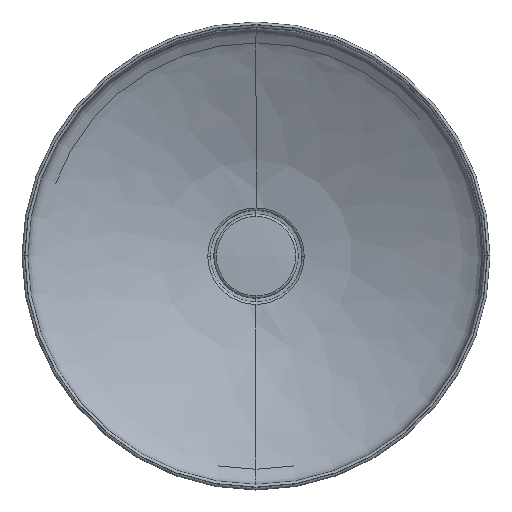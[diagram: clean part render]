
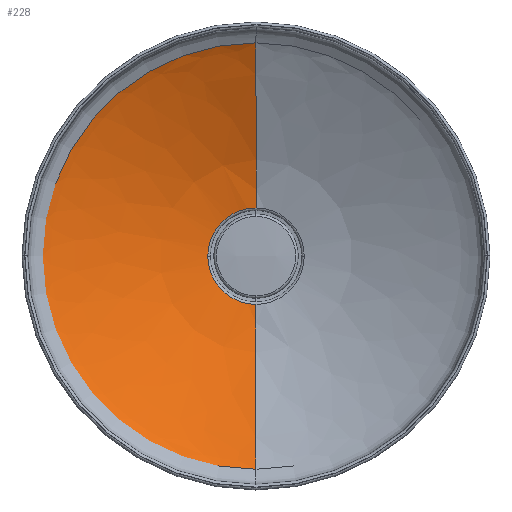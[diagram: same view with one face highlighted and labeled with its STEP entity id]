
A CAD part, top view. The second image highlights one B-rep face of the part: STEP entity #228.
In plain terms, the highlighted face is a revolution surface.
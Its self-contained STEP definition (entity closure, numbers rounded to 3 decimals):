
#47=B_SPLINE_CURVE_WITH_KNOTS('',8,(#1851,#1853,#1854,#1855,#1856,#1857,#1858,#1859,#1836),.UNSPECIFIED.,.F.,.U.,(9,9),(0.,1.),.UNSPECIFIED.);
#66=SURFACE_OF_REVOLUTION('',#172,#69);
#69=AXIS1_PLACEMENT('',#1850,#2918);
#172=(
BOUNDED_CURVE()
B_SPLINE_CURVE(8,(#1838,#1842,#1843,#1844,#1845,#1846,#1847,#1848,#1849),.UNSPECIFIED.,.U.,.F.)
B_SPLINE_CURVE_WITH_KNOTS((9,9),(0.,1.),.UNSPECIFIED.)
CURVE()
GEOMETRIC_REPRESENTATION_ITEM()
RATIONAL_B_SPLINE_CURVE((0.5,0.5,0.5,0.5,0.5,0.5,0.5,0.5,0.5))
REPRESENTATION_ITEM('profile')
);
#173=(
BOUNDED_CURVE()
B_SPLINE_CURVE(8,(#1849,#1848,#1847,#1846,#1845,#1844,#1843,#1842,#1838),.UNSPECIFIED.,.F.,.F.)
B_SPLINE_CURVE_WITH_KNOTS((9,9),(0.,1.),.UNSPECIFIED.)
CURVE()
GEOMETRIC_REPRESENTATION_ITEM()
RATIONAL_B_SPLINE_CURVE((0.5,0.5,0.5,0.5,0.5,0.5,0.5,0.5,0.5))
REPRESENTATION_ITEM('')
);
#228=ADVANCED_FACE('Cut-Revolve2',(#342),#66,.F.);
#342=FACE_OUTER_BOUND('',#1468,.T.);
#504=ORIENTED_EDGE('',*,*,#944,.F.);
#505=ORIENTED_EDGE('',*,*,#945,.T.);
#506=ORIENTED_EDGE('',*,*,#946,.T.);
#507=ORIENTED_EDGE('',*,*,#936,.T.);
#508=ORIENTED_EDGE('',*,*,#939,.T.);
#936=EDGE_CURVE('96',#1332,#1331,#1162,.T.);
#939=EDGE_CURVE('49',#1331,#1333,#1165,.T.);
#944=EDGE_CURVE('48',#1336,#1333,#173,.T.);
#945=EDGE_CURVE('104',#1336,#1337,#1168,.T.);
#946=EDGE_CURVE('97',#1337,#1332,#47,.T.);
#1162=CIRCLE('',#2700,46.374);
#1165=CIRCLE('',#2703,46.374);
#1168=CIRCLE('',#2707,205.);
#1331=VERTEX_POINT('16',#1834);
#1332=VERTEX_POINT('62',#1836);
#1333=VERTEX_POINT('44',#1838);
#1336=VERTEX_POINT('45',#1849);
#1337=VERTEX_POINT('61',#1851);
#1468=EDGE_LOOP('',(#504,#505,#506,#507,#508));
#1834=CARTESIAN_POINT('',(-46.374,-6.37,43.053));
#1836=CARTESIAN_POINT('',(0.,-52.744,43.053));
#1837=CARTESIAN_POINT('',(0.,-6.37,43.053));
#1838=CARTESIAN_POINT('',(0.,40.004,43.053));
#1842=CARTESIAN_POINT('',(0.,51.74,43.644));
#1843=CARTESIAN_POINT('',(0.,64.321,44.703));
#1844=CARTESIAN_POINT('',(0.,81.797,48.435));
#1845=CARTESIAN_POINT('',(0.,118.942,62.679));
#1846=CARTESIAN_POINT('',(0.,186.33,92.103));
#1847=CARTESIAN_POINT('',(0.,190.43,94.359));
#1848=CARTESIAN_POINT('',(0.,194.53,96.615));
#1849=CARTESIAN_POINT('',(0.,198.63,98.87));
#1850=CARTESIAN_POINT('',(0.,-6.37,43.053));
#1851=CARTESIAN_POINT('',(0.,-211.37,98.87));
#1852=CARTESIAN_POINT('',(0.,-6.37,98.87));
#1853=CARTESIAN_POINT('',(0.,-207.27,96.615));
#1854=CARTESIAN_POINT('',(0.,-203.17,94.359));
#1855=CARTESIAN_POINT('',(0.,-199.07,92.103));
#1856=CARTESIAN_POINT('',(0.,-131.682,62.679));
#1857=CARTESIAN_POINT('',(0.,-94.537,48.435));
#1858=CARTESIAN_POINT('',(0.,-77.061,44.703));
#1859=CARTESIAN_POINT('',(0.,-64.48,43.644));
#2700=AXIS2_PLACEMENT_3D('',#1837,#2922,#2920);
#2703=AXIS2_PLACEMENT_3D('',#1837,#2922,#2923);
#2707=AXIS2_PLACEMENT_3D('',#1852,#2918,#2921);
#2918=DIRECTION('',(0.,0.,1.));
#2920=DIRECTION('',(0.,-1.,0.));
#2921=DIRECTION('',(0.,1.,0.));
#2922=DIRECTION('',(0.,0.,-1.));
#2923=DIRECTION('',(-1.,0.,0.));
